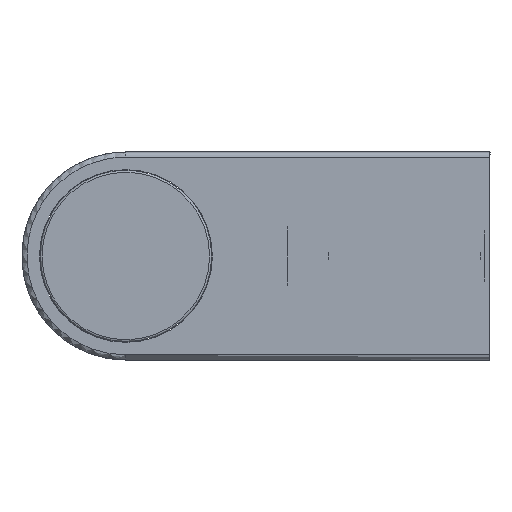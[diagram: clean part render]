
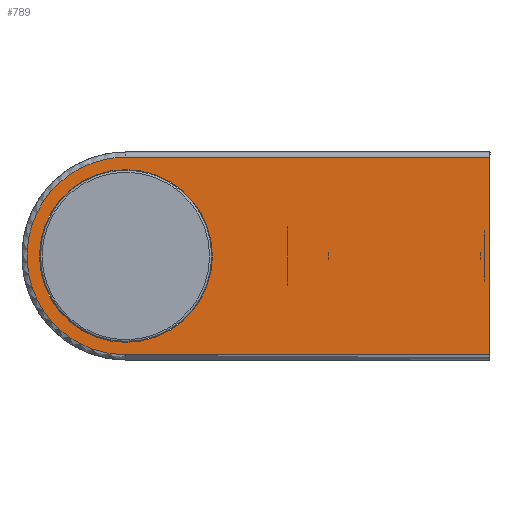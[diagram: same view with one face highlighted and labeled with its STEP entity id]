
A CAD part, front view. The second image highlights one B-rep face of the part: STEP entity #789.
In plain terms, the highlighted face is planar.
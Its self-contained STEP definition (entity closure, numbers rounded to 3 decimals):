
#52=FACE_BOUND('',#290,.T.);
#81=PLANE('',#939);
#104=B_SPLINE_CURVE_WITH_KNOTS('',3,(#1565,#1566,#1567,#1568,#1569,#1570,
#1571,#1572,#1573,#1574,#1575,#1576,#1577,#1578,#1579,#1580,#1581,#1582,
#1583,#1584,#1585,#1586,#1587,#1588,#1589),.UNSPECIFIED.,.F.,.F.,(4,3,3,
3,3,3,3,3,4),(42.,45.731,49.461,53.192,
56.923,60.653,64.384,68.114,71.845),
 .UNSPECIFIED.);
#124=LINE('',#1484,#173);
#129=LINE('',#1558,#178);
#130=LINE('',#1564,#179);
#173=VECTOR('',#1097,10.);
#178=VECTOR('',#1106,10.);
#179=VECTOR('',#1109,10.);
#240=FACE_OUTER_BOUND('',#289,.T.);
#289=EDGE_LOOP('',(#649,#650,#651,#652));
#290=EDGE_LOOP('',(#653));
#334=CIRCLE('',#931,8.3);
#386=VERTEX_POINT('',#1460);
#388=VERTEX_POINT('',#1465);
#394=VERTEX_POINT('',#1482);
#400=VERTEX_POINT('',#1557);
#401=VERTEX_POINT('',#1563);
#474=EDGE_CURVE('',#386,#386,#334,.T.);
#482=EDGE_CURVE('',#388,#394,#124,.T.);
#490=EDGE_CURVE('',#388,#400,#129,.T.);
#492=EDGE_CURVE('',#401,#394,#130,.T.);
#493=EDGE_CURVE('',#400,#401,#104,.T.);
#649=ORIENTED_EDGE('',*,*,#482,.T.);
#650=ORIENTED_EDGE('',*,*,#492,.F.);
#651=ORIENTED_EDGE('',*,*,#493,.F.);
#652=ORIENTED_EDGE('',*,*,#490,.F.);
#653=ORIENTED_EDGE('',*,*,#474,.T.);
#789=ADVANCED_FACE('',(#240,#52),#81,.T.);
#931=AXIS2_PLACEMENT_3D('',#1462,#1083,#1084);
#939=AXIS2_PLACEMENT_3D('',#1562,#1107,#1108);
#1083=DIRECTION('center_axis',(-1.,0.,0.));
#1084=DIRECTION('ref_axis',(0.,0.,-1.));
#1097=DIRECTION('',(0.,1.,0.));
#1106=DIRECTION('',(0.,0.,1.));
#1107=DIRECTION('center_axis',(1.,0.,0.));
#1108=DIRECTION('ref_axis',(0.,-1.,0.));
#1109=DIRECTION('',(0.,0.,-1.));
#1460=CARTESIAN_POINT('',(616.,32.077,50.3));
#1462=CARTESIAN_POINT('Origin',(616.,32.077,42.));
#1465=CARTESIAN_POINT('',(616.,22.576,7.));
#1482=CARTESIAN_POINT('',(616.,41.576,7.));
#1484=CARTESIAN_POINT('',(616.,16.646,7.));
#1557=CARTESIAN_POINT('',(616.,22.576,42.));
#1558=CARTESIAN_POINT('',(616.,22.576,0.));
#1562=CARTESIAN_POINT('Origin',(616.,22.076,0.));
#1563=CARTESIAN_POINT('',(616.,41.576,42.));
#1564=CARTESIAN_POINT('',(616.,41.576,42.));
#1565=CARTESIAN_POINT('Ctrl Pts',(616.,22.576,42.));
#1566=CARTESIAN_POINT('Ctrl Pts',(616.,22.576,43.243));
#1567=CARTESIAN_POINT('Ctrl Pts',(616.,22.823,44.487));
#1568=CARTESIAN_POINT('Ctrl Pts',(616.,23.299,45.636));
#1569=CARTESIAN_POINT('Ctrl Pts',(616.,23.775,46.784));
#1570=CARTESIAN_POINT('Ctrl Pts',(616.,24.48,47.839));
#1571=CARTESIAN_POINT('Ctrl Pts',(616.,25.359,48.718));
#1572=CARTESIAN_POINT('Ctrl Pts',(616.,26.238,49.597));
#1573=CARTESIAN_POINT('Ctrl Pts',(616.,27.292,50.301));
#1574=CARTESIAN_POINT('Ctrl Pts',(616.,28.441,50.777));
#1575=CARTESIAN_POINT('Ctrl Pts',(616.,29.59,51.253));
#1576=CARTESIAN_POINT('Ctrl Pts',(616.,30.833,51.5));
#1577=CARTESIAN_POINT('Ctrl Pts',(616.,32.076,51.5));
#1578=CARTESIAN_POINT('Ctrl Pts',(616.,33.32,51.5));
#1579=CARTESIAN_POINT('Ctrl Pts',(616.,34.563,51.253));
#1580=CARTESIAN_POINT('Ctrl Pts',(616.,35.712,50.777));
#1581=CARTESIAN_POINT('Ctrl Pts',(616.,36.861,50.301));
#1582=CARTESIAN_POINT('Ctrl Pts',(616.,37.915,49.597));
#1583=CARTESIAN_POINT('Ctrl Pts',(616.,38.794,48.718));
#1584=CARTESIAN_POINT('Ctrl Pts',(616.,39.673,47.839));
#1585=CARTESIAN_POINT('Ctrl Pts',(616.,40.378,46.784));
#1586=CARTESIAN_POINT('Ctrl Pts',(616.,40.854,45.636));
#1587=CARTESIAN_POINT('Ctrl Pts',(616.,41.33,44.487));
#1588=CARTESIAN_POINT('Ctrl Pts',(616.,41.577,43.243));
#1589=CARTESIAN_POINT('Ctrl Pts',(616.,41.576,42.));
